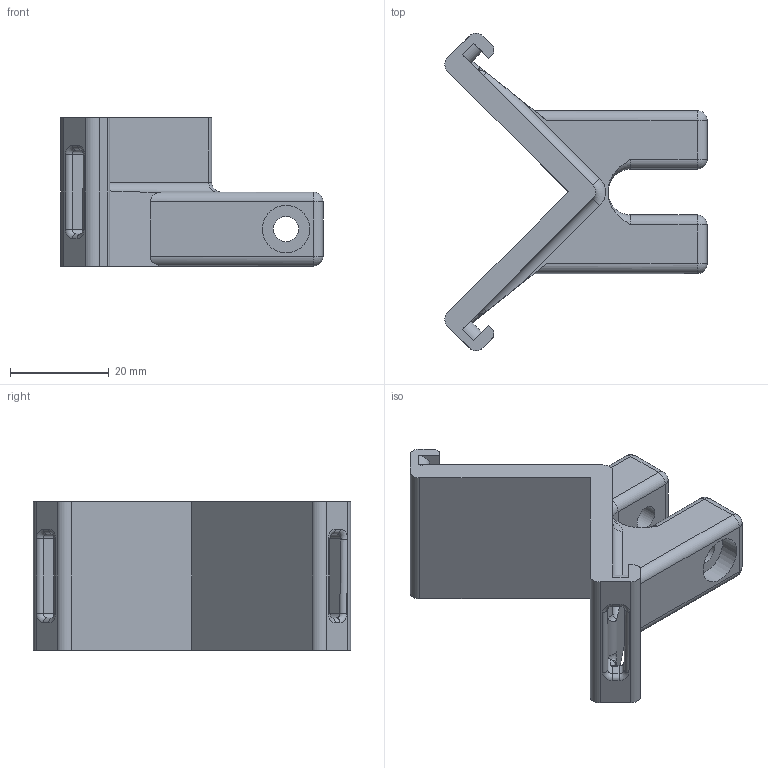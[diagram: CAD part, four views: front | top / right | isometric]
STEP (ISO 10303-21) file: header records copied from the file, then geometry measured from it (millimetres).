
FILE_DESCRIPTION(/* description */ ('Alibre Inc.','CAx-IF Rec.Pracs.---Representation and Presentation of Product Manufacturing Information (PMI)---4.0---2014-10-13'),/* implementation_level */ '2;1');
FILE_NAME(/* name */ 'IC4 Mount.step',/* time_stamp */ '2025-01-31T11:42:04-05:00',/* author */ (''),/* organization */ (''),/* preprocessor_version */ 'ST-DEVELOPER v20',/* originating_system */ 'Autodesk Translation Framework v13.20.0.188',/* authorisation */ '');
FILE_SCHEMA (('AP242_MANAGED_MODEL_BASED_3D_ENGINEERING_MIM_LF { 1 0 10303 442 1 1 4 }'));
Length unit declared in the file: millimetre
Products named in the file (1): IC4 Mount
Bounding box: 53.05 x 64.23 x 30 mm (x, y, z)
Volume: 23038.2 mm3; surface area: 9808.5 mm2
Topology: 1 solids, 1 shells, 143 faces, 367 edges, 221 vertices
Faces by surface type: cylinder 60, plane 42, torus 21, bspline 12, sphere 8
Full cylindrical faces by diameter (mm): 5.1 x2, 9.6 x1
Entity records: 5110 total; most frequent: CARTESIAN_POINT 1594, DIRECTION 756, ORIENTED_EDGE 724, EDGE_CURVE 362, AXIS2_PLACEMENT_3D 290, VERTEX_POINT 221, LINE 176, VECTOR 176
